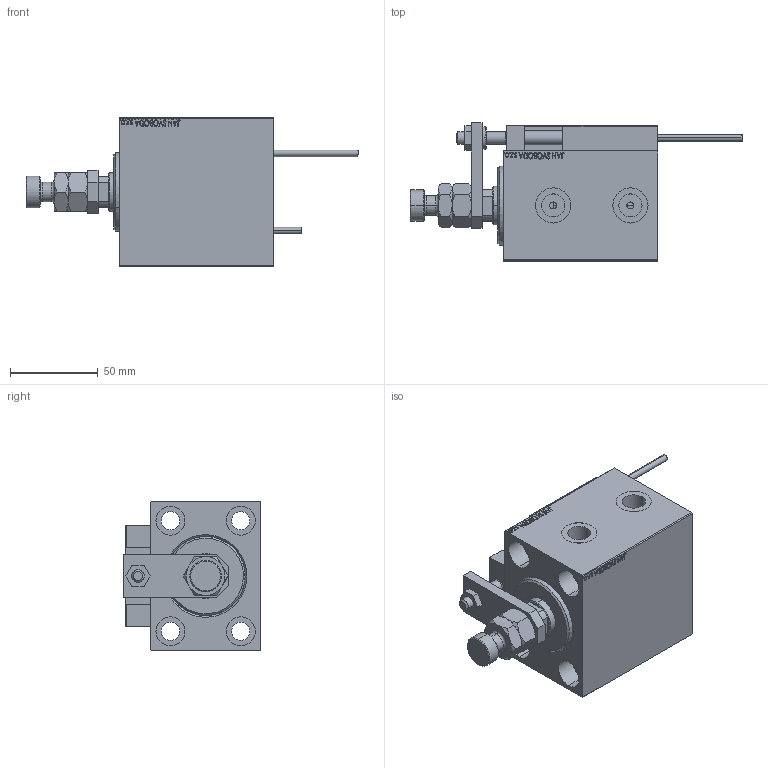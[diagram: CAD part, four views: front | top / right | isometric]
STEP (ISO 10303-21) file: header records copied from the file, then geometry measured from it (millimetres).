
FILE_DESCRIPTION (( 'STEP AP203' ), '1' );
FILE_NAME ('d708.STEP', '2021-11-01T14:37:00', ( '' ), ( '' ), 'SwSTEP 2.0', 'SolidWorks 2019', '' );
FILE_SCHEMA (( 'CONFIG_CONTROL_DESIGN' ));
Length unit declared in the file: millimetre
Products named in the file (16): V450CM_C 2d36a9309f839a5f2e90514c6bec31f9; d708; ZARAZKA 2d36a9309f839a5f2e90514c6bec31f9; TYC_L79 2d36a9309f839a5f2e90514c6bec31f9; Block 2d36a9309f839a5f2e90514c6bec31f9; KONCOVKA 2d36a9309f839a5f2e90514c6bec31f9; SWITCH_X_FRONT_BACK 2d36a9309f839a5f2e90514c6bec31f9; MAGNET 2d36a9309f839a5f2e90514c6bec31f9; X_Y_MFA 2d36a9309f839a5f2e90514c6bec31f9; ALLEN BOLT D8 2d36a9309f839a5f2e90514c6bec31f9; V450CM_VC_B 2d36a9309f839a5f2e90514c6bec31f9; ALLEN BOLT D5 2d36a9309f839a5f2e90514c6bec31f9; V450CM_C_VCP 2d36a9309f839a5f2e90514c6bec31f9; SWITCH X 2d36a9309f839a5f2e90514c6bec31f9; SWITCH DIM B,W 2d36a9309f839a5f2e90514c6bec31f9; NUT_D12 2d36a9309f839a5f2e90514c6bec31f9
Assembly tree (25 placements, depth 3):
  d708
    V450CM_C 2d36a9309f839a5f2e90514c6bec31f9
    SWITCH X 2d36a9309f839a5f2e90514c6bec31f9
      SWITCH_X_FRONT_BACK 2d36a9309f839a5f2e90514c6bec31f9  x2
      TYC_L79 2d36a9309f839a5f2e90514c6bec31f9
      Block 2d36a9309f839a5f2e90514c6bec31f9  x2
      ALLEN BOLT D5 2d36a9309f839a5f2e90514c6bec31f9  x4
      ALLEN BOLT D8 2d36a9309f839a5f2e90514c6bec31f9  x4
      MAGNET 2d36a9309f839a5f2e90514c6bec31f9  x2
      KONCOVKA 2d36a9309f839a5f2e90514c6bec31f9  x2
    NUT_D12 2d36a9309f839a5f2e90514c6bec31f9
    SWITCH DIM B,W 2d36a9309f839a5f2e90514c6bec31f9
    ZARAZKA 2d36a9309f839a5f2e90514c6bec31f9
    V450CM_C_VCP 2d36a9309f839a5f2e90514c6bec31f9
    V450CM_VC_B 2d36a9309f839a5f2e90514c6bec31f9
    X_Y_MFA 2d36a9309f839a5f2e90514c6bec31f9
Bounding box: 189 x 78.5 x 85 mm (x, y, z)
Volume: 464198.7 mm3; surface area: 108845.6 mm2
Topology: 24 solids, 24 shells, 1351 faces, 3220 edges, 2049 vertices
Faces by surface type: plane 581, bspline 380, cylinder 204, cone 134, torus 48, sphere 4
Entity records: 52590 total; most frequent: CARTESIAN_POINT 26772, ORIENTED_EDGE 5460, DIRECTION 3752, EDGE_CURVE 2730, VERTEX_POINT 1773, VECTOR 1522, LINE 1522, EDGE_LOOP 1269
